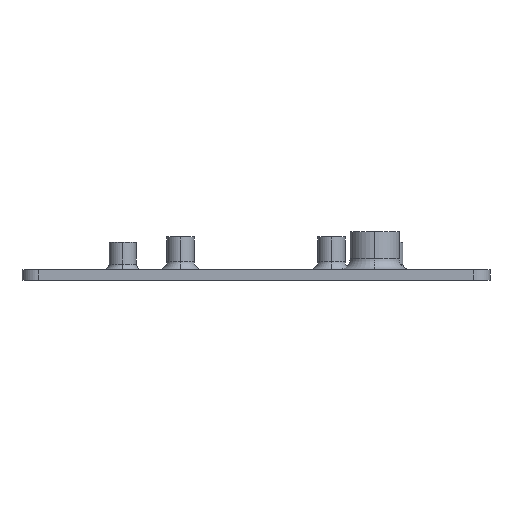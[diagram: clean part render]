
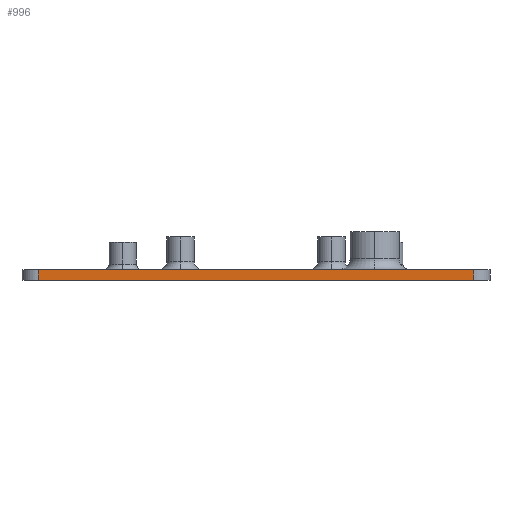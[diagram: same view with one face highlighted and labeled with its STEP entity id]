
A CAD part, left-side view. The second image highlights one B-rep face of the part: STEP entity #996.
In plain terms, the highlighted planar face has unit normal (-1, 0, 0).
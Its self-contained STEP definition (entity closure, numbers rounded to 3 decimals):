
#113 = EDGE_CURVE ( 'NONE', #2400, #1786, #390, .T. ) ;
#289 = VERTEX_POINT ( 'NONE', #1084 ) ;
#376 = EDGE_CURVE ( 'NONE', #1786, #289, #731, .T. ) ;
#390 = LINE ( 'NONE', #1240, #1986 ) ;
#540 = CARTESIAN_POINT ( 'NONE',  ( -65.5, 40., -2. ) ) ;
#631 = DIRECTION ( 'NONE',  ( 1., 0., 0. ) ) ;
#650 = FACE_OUTER_BOUND ( 'NONE', #2377, .T. ) ;
#655 = DIRECTION ( 'NONE',  ( 0., 1., 0. ) ) ;
#731 = LINE ( 'NONE', #540, #798 ) ;
#790 = EDGE_CURVE ( 'NONE', #2400, #1683, #2106, .T. ) ;
#798 = VECTOR ( 'NONE', #1924, 1000. ) ;
#872 = CARTESIAN_POINT ( 'NONE',  ( -65.5, -40., 0. ) ) ;
#996 = ADVANCED_FACE ( 'NONE', ( #650 ), #1789, .F. ) ;
#1084 = CARTESIAN_POINT ( 'NONE',  ( -65.5, 40., 0. ) ) ;
#1091 = VECTOR ( 'NONE', #2504, 1000. ) ;
#1129 = CARTESIAN_POINT ( 'NONE',  ( -65.5, 40., -2. ) ) ;
#1175 = VECTOR ( 'NONE', #2253, 1000. ) ;
#1211 = DIRECTION ( 'NONE',  ( 0., 1., 0. ) ) ;
#1214 = CARTESIAN_POINT ( 'NONE',  ( -65.5, -40., -2. ) ) ;
#1240 = CARTESIAN_POINT ( 'NONE',  ( -65.5, -40., -2. ) ) ;
#1281 = CARTESIAN_POINT ( 'NONE',  ( -65.5, -40., 0. ) ) ;
#1323 = ORIENTED_EDGE ( 'NONE', *, *, #113, .F. ) ;
#1376 = EDGE_CURVE ( 'NONE', #1683, #289, #1846, .T. ) ;
#1516 = ORIENTED_EDGE ( 'NONE', *, *, #1376, .T. ) ;
#1683 = VERTEX_POINT ( 'NONE', #872 ) ;
#1713 = AXIS2_PLACEMENT_3D ( 'NONE', #2007, #631, #1211 ) ;
#1786 = VERTEX_POINT ( 'NONE', #1129 ) ;
#1789 = PLANE ( 'NONE',  #1713 ) ;
#1846 = LINE ( 'NONE', #1281, #1175 ) ;
#1859 = ORIENTED_EDGE ( 'NONE', *, *, #790, .T. ) ;
#1924 = DIRECTION ( 'NONE',  ( 0., 0., 1. ) ) ;
#1986 = VECTOR ( 'NONE', #655, 1000. ) ;
#2007 = CARTESIAN_POINT ( 'NONE',  ( -65.5, -40., -2. ) ) ;
#2015 = ORIENTED_EDGE ( 'NONE', *, *, #376, .F. ) ;
#2106 = LINE ( 'NONE', #2443, #1091 ) ;
#2253 = DIRECTION ( 'NONE',  ( 0., 1., 0. ) ) ;
#2377 = EDGE_LOOP ( 'NONE', ( #1516, #2015, #1323, #1859 ) ) ;
#2400 = VERTEX_POINT ( 'NONE', #1214 ) ;
#2443 = CARTESIAN_POINT ( 'NONE',  ( -65.5, -40., -2. ) ) ;
#2504 = DIRECTION ( 'NONE',  ( 0., 0., 1. ) ) ;
